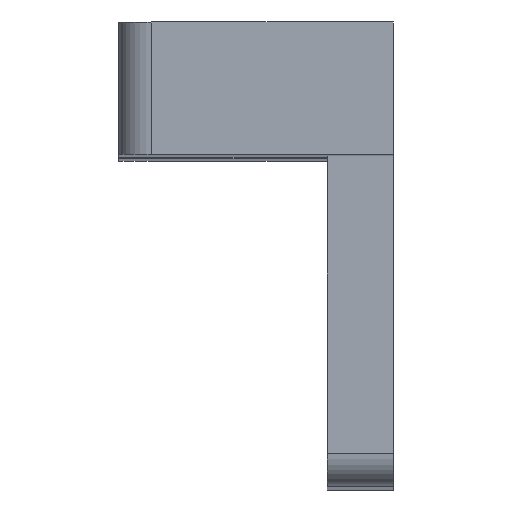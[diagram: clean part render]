
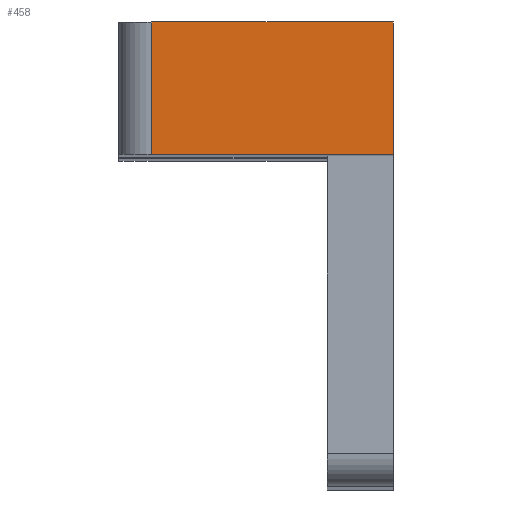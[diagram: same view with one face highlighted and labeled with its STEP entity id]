
A CAD part, top view. The second image highlights one B-rep face of the part: STEP entity #458.
In plain terms, the highlighted planar face has unit normal (0, 0, 1).
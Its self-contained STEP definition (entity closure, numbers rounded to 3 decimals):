
#92=ORIENTED_EDGE('',*,*,#174,.T.);
#93=ORIENTED_EDGE('',*,*,#207,.T.);
#94=ORIENTED_EDGE('',*,*,#208,.F.);
#95=ORIENTED_EDGE('',*,*,#209,.F.);
#174=EDGE_CURVE('',#235,#234,#278,.T.);
#207=EDGE_CURVE('',#234,#262,#301,.T.);
#208=EDGE_CURVE('',#263,#262,#302,.T.);
#209=EDGE_CURVE('',#235,#263,#303,.T.);
#234=VERTEX_POINT('',#673);
#235=VERTEX_POINT('',#675);
#262=VERTEX_POINT('',#741);
#263=VERTEX_POINT('',#743);
#278=LINE('',#674,#318);
#301=LINE('',#740,#341);
#302=LINE('',#742,#342);
#303=LINE('',#744,#343);
#318=VECTOR('',#541,1000.);
#341=VECTOR('',#596,1000.);
#342=VECTOR('',#597,1000.);
#343=VECTOR('',#598,1000.);
#366=EDGE_LOOP('',(#92,#93,#94,#95));
#408=FACE_BOUND('',#366,.T.);
#444=PLANE('',#505);
#458=ADVANCED_FACE('',(#408),#444,.F.);
#505=AXIS2_PLACEMENT_3D('',#739,#594,#595);
#541=DIRECTION('',(1.,0.,0.));
#594=DIRECTION('',(0.,0.,-1.));
#595=DIRECTION('',(0.,-1.,0.));
#596=DIRECTION('',(0.,1.,0.));
#597=DIRECTION('',(1.,0.,0.));
#598=DIRECTION('',(0.,1.,0.));
#673=CARTESIAN_POINT('',(0.883,64.087,123.993));
#674=CARTESIAN_POINT('',(-7.437,64.087,123.993));
#675=CARTESIAN_POINT('',(-6.437,64.087,123.993));
#739=CARTESIAN_POINT('',(-7.437,61.087,123.993));
#740=CARTESIAN_POINT('',(0.883,61.087,123.993));
#741=CARTESIAN_POINT('',(0.883,68.087,123.993));
#742=CARTESIAN_POINT('',(-7.437,68.087,123.993));
#743=CARTESIAN_POINT('',(-6.437,68.087,123.993));
#744=CARTESIAN_POINT('',(-6.437,61.087,123.993));
